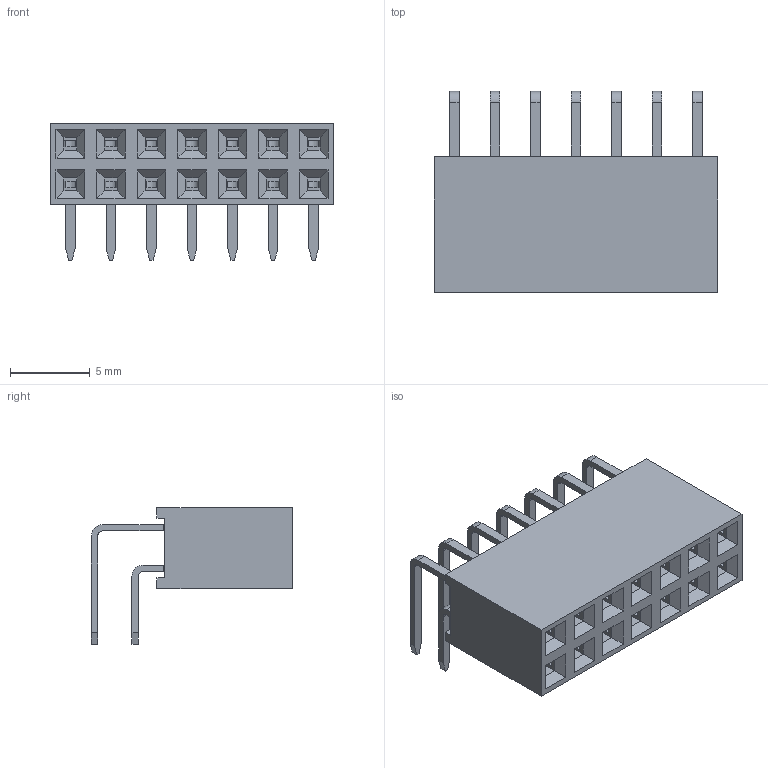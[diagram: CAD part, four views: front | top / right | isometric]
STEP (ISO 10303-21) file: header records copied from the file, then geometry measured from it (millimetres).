
FILE_DESCRIPTION(('STEP AP214'), '1');
FILE_NAME('PBD-R', '', ('UNSPECIFIED'), ('UNSPECIFIED'), 'ASCON STEP Converter 1.6', 'ASCON Math Kernel', '');
FILE_SCHEMA(('AUTOMOTIVE_DESIGN { 1 0 10303 214 3 1 1}'));
Length unit declared in the file: millimetre
Bounding box: 17.78 x 12.6 x 8.58 mm (x, y, z)
Volume: 691.1 mm3; surface area: 1346.5 mm2
Topology: 1 solids, 1 shells, 822 faces, 2264 edges, 1416 vertices
Faces by surface type: plane 696, cylinder 126
Entity records: 32244 total; most frequent: ORIENTED_EDGE 4528, CARTESIAN_POINT 4503, DIRECTION 4218, EDGE_CURVE 2264, LINE 1956, VECTOR 1956, VERTEX_POINT 1416, AXIS2_PLACEMENT_3D 1131
